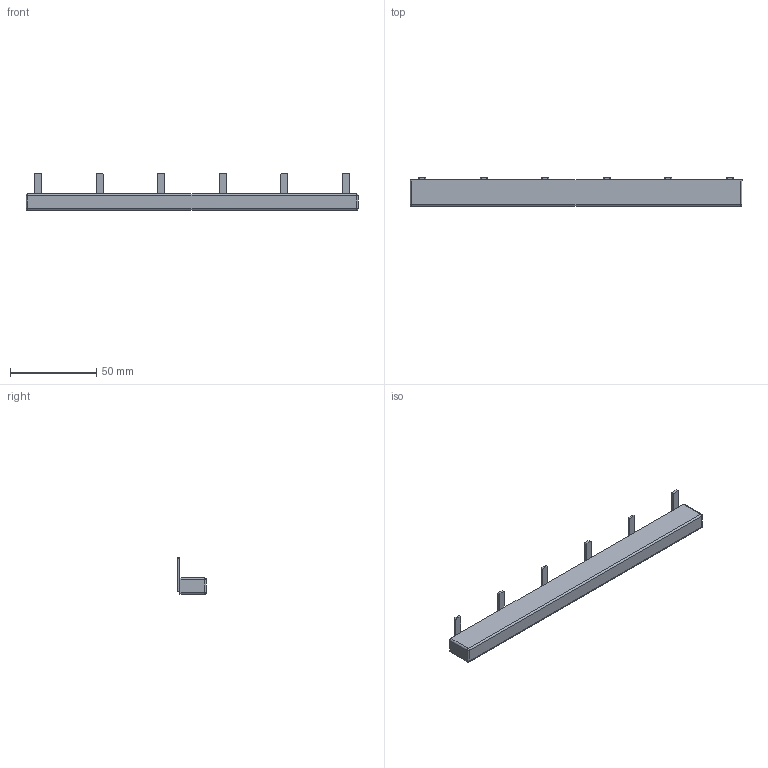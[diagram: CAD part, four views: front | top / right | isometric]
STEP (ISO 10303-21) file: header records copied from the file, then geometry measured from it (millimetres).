
FILE_DESCRIPTION(('STEP AP214'),'1');
FILE_NAME('cctmp_2A9AFD1A-CD53-48E4-8340-67E8D858E3D3_2025_10_07_15_53_01_0019..stp','2025-10-07T13:53:01',('SIEMENS A&D'),('CADClick - www.CADClick.com'),'Spatial InterOp 3D',' ','unknown authorization');
FILE_SCHEMA(('AUTOMOTIVE_DESIGN'));
Length unit declared in the file: millimetre
Products named in the file (8): cc_unnamed; 2025_10_07_15_53_01_0003; 2025_10_07_15_53_00_0972; 2025_10_07_15_53_00_0941; 2025_10_07_15_53_00_0910; 2025_10_07_15_53_00_0878; 2025_10_07_15_53_00_0847; 2025_10_07_15_53_00_0816
Assembly tree (7 placements, depth 2):
  cc_unnamed
    2025_10_07_15_53_01_0003
    2025_10_07_15_53_00_0972
    2025_10_07_15_53_00_0941
    2025_10_07_15_53_00_0910
    2025_10_07_15_53_00_0878
    2025_10_07_15_53_00_0847
    2025_10_07_15_53_00_0816
Bounding box: 192 x 16.5 x 21.2 mm (x, y, z)
Volume: 28514.3 mm3; surface area: 11443.5 mm2
Topology: 7 solids, 7 shells, 78 faces, 184 edges, 116 vertices
Faces by surface type: plane 54, cylinder 20, sphere 4
Entity records: 3037 total; most frequent: DIRECTION 392, CARTESIAN_POINT 382, ORIENTED_EDGE 360, EDGE_CURVE 180, LINE 140, VECTOR 140, AXIS2_PLACEMENT_3D 126, VERTEX_POINT 116
